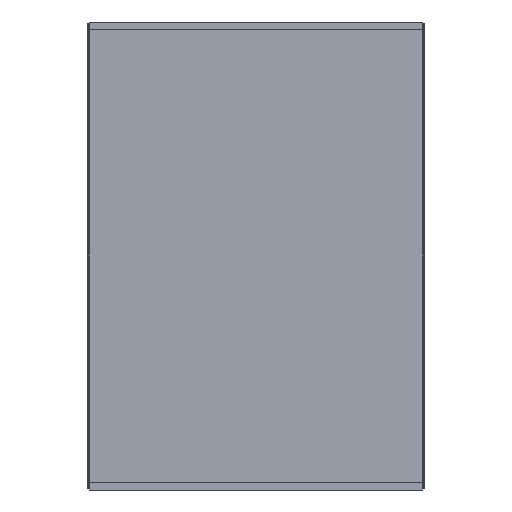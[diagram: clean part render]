
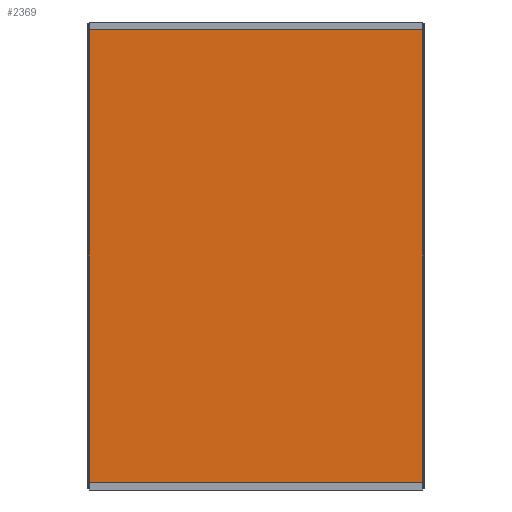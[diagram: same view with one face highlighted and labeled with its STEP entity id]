
A CAD part, front view. The second image highlights one B-rep face of the part: STEP entity #2369.
In plain terms, the highlighted planar face has unit normal (0, -1, 0).
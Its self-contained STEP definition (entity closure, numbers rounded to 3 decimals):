
#251 = LINE ( 'NONE', #4237, #990 ) ;
#765 = AXIS2_PLACEMENT_3D ( 'NONE', #892, #2358, #4700 ) ;
#772 = VECTOR ( 'NONE', #906, 1000. ) ;
#892 = CARTESIAN_POINT ( 'NONE',  ( 0., -1.5, 0. ) ) ;
#906 = DIRECTION ( 'NONE',  ( 0., 0., -1. ) ) ;
#979 = VERTEX_POINT ( 'NONE', #3497 ) ;
#990 = VECTOR ( 'NONE', #1204, 1000. ) ;
#1019 = CARTESIAN_POINT ( 'NONE',  ( 250.5, -1.5, -339.54 ) ) ;
#1204 = DIRECTION ( 'NONE',  ( 0., 0., 1. ) ) ;
#1222 = CARTESIAN_POINT ( 'NONE',  ( -250.5, -1.5, -339.54 ) ) ;
#1346 = VERTEX_POINT ( 'NONE', #4145 ) ;
#1407 = EDGE_CURVE ( 'NONE', #1346, #979, #3816, .T. ) ;
#1453 = CARTESIAN_POINT ( 'NONE',  ( 0., -1.5, -339.54 ) ) ;
#1531 = VERTEX_POINT ( 'NONE', #1222 ) ;
#1727 = CARTESIAN_POINT ( 'NONE',  ( 250.5, -1.5, 350. ) ) ;
#1863 = EDGE_CURVE ( 'NONE', #1531, #1346, #251, .T. ) ;
#1902 = FACE_OUTER_BOUND ( 'NONE', #2804, .T. ) ;
#1953 = VECTOR ( 'NONE', #4008, 1000. ) ;
#2282 = ORIENTED_EDGE ( 'NONE', *, *, #1863, .F. ) ;
#2358 = DIRECTION ( 'NONE',  ( 0., -1., 0. ) ) ;
#2365 = ORIENTED_EDGE ( 'NONE', *, *, #3232, .F. ) ;
#2369 = ADVANCED_FACE ( 'NONE', ( #1902 ), #3167, .T. ) ;
#2804 = EDGE_LOOP ( 'NONE', ( #2365, #3196, #3204, #2282 ) ) ;
#3010 = VECTOR ( 'NONE', #3412, 1000. ) ;
#3167 = PLANE ( 'NONE',  #765 ) ;
#3196 = ORIENTED_EDGE ( 'NONE', *, *, #4847, .F. ) ;
#3204 = ORIENTED_EDGE ( 'NONE', *, *, #1407, .F. ) ;
#3224 = LINE ( 'NONE', #1453, #1953 ) ;
#3232 = EDGE_CURVE ( 'NONE', #3274, #1531, #3224, .T. ) ;
#3274 = VERTEX_POINT ( 'NONE', #1019 ) ;
#3380 = CARTESIAN_POINT ( 'NONE',  ( 0., -1.5, 339.54 ) ) ;
#3412 = DIRECTION ( 'NONE',  ( 1., 0., 0. ) ) ;
#3497 = CARTESIAN_POINT ( 'NONE',  ( 250.5, -1.5, 339.54 ) ) ;
#3776 = LINE ( 'NONE', #1727, #772 ) ;
#3816 = LINE ( 'NONE', #3380, #3010 ) ;
#4008 = DIRECTION ( 'NONE',  ( -1., 0., 0. ) ) ;
#4145 = CARTESIAN_POINT ( 'NONE',  ( -250.5, -1.5, 339.54 ) ) ;
#4237 = CARTESIAN_POINT ( 'NONE',  ( -250.5, -1.5, 350. ) ) ;
#4700 = DIRECTION ( 'NONE',  ( 0., 0., -1. ) ) ;
#4847 = EDGE_CURVE ( 'NONE', #979, #3274, #3776, .T. ) ;
